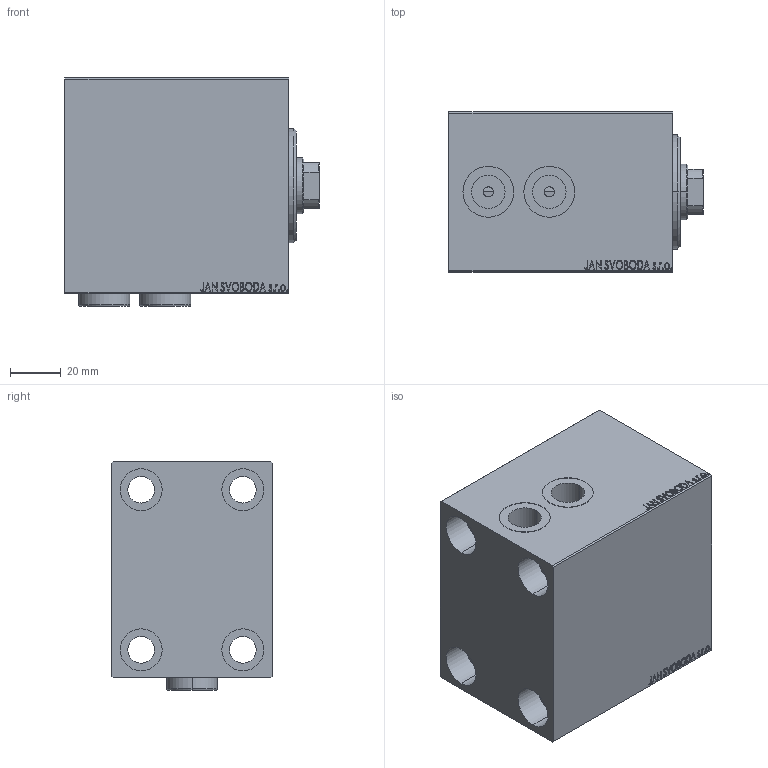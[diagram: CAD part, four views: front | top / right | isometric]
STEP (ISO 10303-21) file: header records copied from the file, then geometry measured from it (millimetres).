
FILE_DESCRIPTION (( 'STEP AP203' ), '1' );
FILE_NAME ('4406.STEP', '2022-04-17T16:17:42', ( '' ), ( '' ), 'SwSTEP 2.0', 'SolidWorks 2019', '' );
FILE_SCHEMA (( 'CONFIG_CONTROL_DESIGN' ));
Length unit declared in the file: millimetre
Products named in the file (5): V450CP_C 0d4ed6573ac089d9929c6a067baecfc5; V450CP_VC_B 0d4ed6573ac089d9929c6a067baecfc5; PLUG 0d4ed6573ac089d9929c6a067baecfc5; 4406; V450CP_B_VCP 0d4ed6573ac089d9929c6a067baecfc5
Assembly tree (5 placements, depth 2):
  4406
    V450CP_C 0d4ed6573ac089d9929c6a067baecfc5
    V450CP_B_VCP 0d4ed6573ac089d9929c6a067baecfc5
    V450CP_VC_B 0d4ed6573ac089d9929c6a067baecfc5
    PLUG 0d4ed6573ac089d9929c6a067baecfc5  x2
Bounding box: 100 x 63 x 89.9 mm (x, y, z)
Volume: 423719.3 mm3; surface area: 86531.4 mm2
Topology: 5 solids, 5 shells, 939 faces, 2374 edges, 1565 vertices
Faces by surface type: plane 447, bspline 380, cylinder 90, cone 18, torus 4
Entity records: 45831 total; most frequent: CARTESIAN_POINT 25517, ORIENTED_EDGE 4664, DIRECTION 2840, EDGE_CURVE 2332, VERTEX_POINT 1541, VECTOR 1368, LINE 1368, EDGE_LOOP 1059
